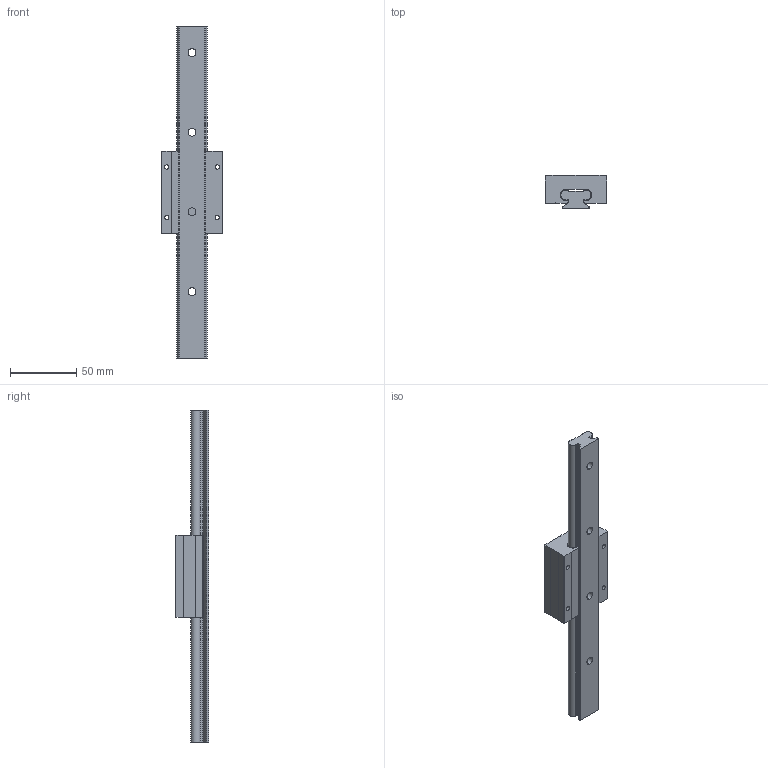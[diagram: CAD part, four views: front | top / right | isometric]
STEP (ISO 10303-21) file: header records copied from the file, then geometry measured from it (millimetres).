
FILE_DESCRIPTION (( 'STEP AP203' ), '1' );
FILE_NAME ('MR20-0250-1.step', '2024-10-21T11:19:02', ( '' ), ( '' ), 'SwSTEP 2.0', 'SolidWorks 2023', '' );
FILE_SCHEMA (( 'CONFIG_CONTROL_DESIGN' ));
Length unit declared in the file: inch
Products named in the file (3): MR20-0250-1_RAIL; MR20-0250-1; MR20-0250-1_CARRIAGE
Assembly tree (2 placements, depth 2):
  MR20-0250-1
    MR20-0250-1_RAIL
    MR20-0250-1_CARRIAGE
Bounding box: 46 x 25 x 250 mm (x, y, z)
Volume: 103104.9 mm3; surface area: 38710.6 mm2
Topology: 4 solids, 4 shells, 135 faces, 369 edges, 246 vertices
Faces by surface type: plane 81, cylinder 54
Entity records: 4630 total; most frequent: DIRECTION 757, CARTESIAN_POINT 755, ORIENTED_EDGE 738, EDGE_CURVE 369, LINE 261, VECTOR 261, AXIS2_PLACEMENT_3D 248, VERTEX_POINT 246
